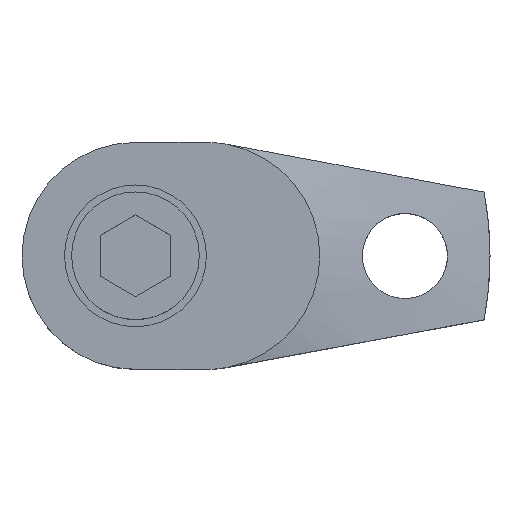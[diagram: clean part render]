
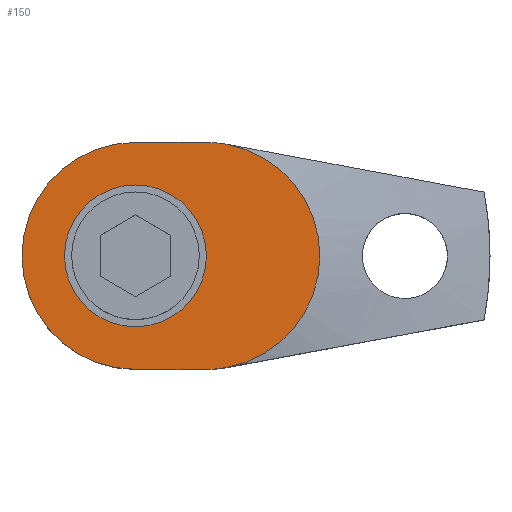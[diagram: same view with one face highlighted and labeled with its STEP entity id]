
A CAD part, top view. The second image highlights one B-rep face of the part: STEP entity #150.
In plain terms, the highlighted planar face has unit normal (0, 0, 1).
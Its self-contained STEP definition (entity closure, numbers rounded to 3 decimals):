
#5 = VERTEX_POINT ( 'NONE', #663 ) ;
#31 = CARTESIAN_POINT ( 'NONE',  ( -16., 0., 57. ) ) ;
#36 = DIRECTION ( 'NONE',  ( 1., 0., 0. ) ) ;
#42 = DIRECTION ( 'NONE',  ( -1., 0., 0. ) ) ;
#55 = DIRECTION ( 'NONE',  ( 0., 0., 1. ) ) ;
#64 = VERTEX_POINT ( 'NONE', #405 ) ;
#87 = CIRCLE ( 'NONE', #1525, 10. ) ;
#94 = EDGE_CURVE ( 'NONE', #1149, #5, #1270, .T. ) ;
#99 = AXIS2_PLACEMENT_3D ( 'NONE', #1417, #817, #1300 ) ;
#102 = EDGE_CURVE ( 'NONE', #64, #135, #87, .T. ) ;
#118 = ORIENTED_EDGE ( 'NONE', *, *, #688, .T. ) ;
#135 = VERTEX_POINT ( 'NONE', #1371 ) ;
#148 = CARTESIAN_POINT ( 'NONE',  ( 12.92, 15.731, 57. ) ) ;
#150 = ADVANCED_FACE ( 'NONE', ( #334, #1531 ), #465, .T. ) ;
#169 = DIRECTION ( 'NONE',  ( 1., 0., 0. ) ) ;
#178 = CARTESIAN_POINT ( 'NONE',  ( 0., -16., 57. ) ) ;
#190 = CARTESIAN_POINT ( 'NONE',  ( 10., 16., 57. ) ) ;
#198 = DIRECTION ( 'NONE',  ( 1., 0., 0. ) ) ;
#233 = CIRCLE ( 'NONE', #589, 16. ) ;
#275 = EDGE_LOOP ( 'NONE', ( #1177, #840, #389, #737, #1480, #118, #810 ) ) ;
#334 = FACE_BOUND ( 'NONE', #1198, .T. ) ;
#335 = EDGE_CURVE ( 'NONE', #953, #1077, #1046, .T. ) ;
#337 = VECTOR ( 'NONE', #420, 1000. ) ;
#340 = CARTESIAN_POINT ( 'NONE',  ( 10., -16., 57. ) ) ;
#352 = CIRCLE ( 'NONE', #1038, 16. ) ;
#389 = ORIENTED_EDGE ( 'NONE', *, *, #568, .T. ) ;
#405 = CARTESIAN_POINT ( 'NONE',  ( 10., 0., 57. ) ) ;
#420 = DIRECTION ( 'NONE',  ( -1., 0., 0. ) ) ;
#465 = PLANE ( 'NONE',  #769 ) ;
#500 = DIRECTION ( 'NONE',  ( 1., 0., 0. ) ) ;
#507 = AXIS2_PLACEMENT_3D ( 'NONE', #513, #991, #169 ) ;
#512 = DIRECTION ( 'NONE',  ( 1., 0., 0. ) ) ;
#513 = CARTESIAN_POINT ( 'NONE',  ( 0., 0., 57. ) ) ;
#547 = CARTESIAN_POINT ( 'NONE',  ( 12.92, -15.731, 57. ) ) ;
#568 = EDGE_CURVE ( 'NONE', #953, #1149, #1548, .T. ) ;
#581 = VECTOR ( 'NONE', #1020, 1000. ) ;
#589 = AXIS2_PLACEMENT_3D ( 'NONE', #1258, #55, #660 ) ;
#614 = VERTEX_POINT ( 'NONE', #31 ) ;
#660 = DIRECTION ( 'NONE',  ( 1., 0., 0. ) ) ;
#663 = CARTESIAN_POINT ( 'NONE',  ( 0., 16., 57. ) ) ;
#667 = ORIENTED_EDGE ( 'NONE', *, *, #1500, .F. ) ;
#688 = EDGE_CURVE ( 'NONE', #614, #1114, #233, .T. ) ;
#728 = CARTESIAN_POINT ( 'NONE',  ( 10., 0., 57. ) ) ;
#737 = ORIENTED_EDGE ( 'NONE', *, *, #94, .T. ) ;
#769 = AXIS2_PLACEMENT_3D ( 'NONE', #1160, #1397, #198 ) ;
#810 = ORIENTED_EDGE ( 'NONE', *, *, #1553, .T. ) ;
#817 = DIRECTION ( 'NONE',  ( 0., 0., 1. ) ) ;
#840 = ORIENTED_EDGE ( 'NONE', *, *, #335, .F. ) ;
#855 = CIRCLE ( 'NONE', #99, 16. ) ;
#865 = AXIS2_PLACEMENT_3D ( 'NONE', #728, #870, #500 ) ;
#870 = DIRECTION ( 'NONE',  ( 0., 0., 1. ) ) ;
#914 = DIRECTION ( 'NONE',  ( 0., 0., -1. ) ) ;
#918 = EDGE_CURVE ( 'NONE', #5, #614, #855, .T. ) ;
#953 = VERTEX_POINT ( 'NONE', #148 ) ;
#991 = DIRECTION ( 'NONE',  ( 0., 0., 1. ) ) ;
#1020 = DIRECTION ( 'NONE',  ( 1., 0., 0. ) ) ;
#1038 = AXIS2_PLACEMENT_3D ( 'NONE', #1336, #1229, #36 ) ;
#1046 = CIRCLE ( 'NONE', #1118, 16. ) ;
#1077 = VERTEX_POINT ( 'NONE', #547 ) ;
#1107 = CARTESIAN_POINT ( 'NONE',  ( 0., 0., 57. ) ) ;
#1114 = VERTEX_POINT ( 'NONE', #178 ) ;
#1118 = AXIS2_PLACEMENT_3D ( 'NONE', #1269, #914, #42 ) ;
#1149 = VERTEX_POINT ( 'NONE', #1376 ) ;
#1160 = CARTESIAN_POINT ( 'NONE',  ( 0., 0., 57. ) ) ;
#1177 = ORIENTED_EDGE ( 'NONE', *, *, #1495, .T. ) ;
#1198 = EDGE_LOOP ( 'NONE', ( #1535, #667 ) ) ;
#1209 = CIRCLE ( 'NONE', #507, 10. ) ;
#1222 = VERTEX_POINT ( 'NONE', #340 ) ;
#1229 = DIRECTION ( 'NONE',  ( 0., 0., 1. ) ) ;
#1258 = CARTESIAN_POINT ( 'NONE',  ( 0., 0., 57. ) ) ;
#1269 = CARTESIAN_POINT ( 'NONE',  ( 10., 0., 57. ) ) ;
#1270 = LINE ( 'NONE', #190, #337 ) ;
#1289 = CARTESIAN_POINT ( 'NONE',  ( 0., -16., 57. ) ) ;
#1300 = DIRECTION ( 'NONE',  ( 1., 0., 0. ) ) ;
#1336 = CARTESIAN_POINT ( 'NONE',  ( 10., 0., 57. ) ) ;
#1371 = CARTESIAN_POINT ( 'NONE',  ( -10., 0., 57. ) ) ;
#1376 = CARTESIAN_POINT ( 'NONE',  ( 10., 16., 57. ) ) ;
#1397 = DIRECTION ( 'NONE',  ( 0., 0., 1. ) ) ;
#1417 = CARTESIAN_POINT ( 'NONE',  ( 0., 0., 57. ) ) ;
#1480 = ORIENTED_EDGE ( 'NONE', *, *, #918, .T. ) ;
#1485 = DIRECTION ( 'NONE',  ( 0., 0., 1. ) ) ;
#1495 = EDGE_CURVE ( 'NONE', #1222, #1077, #352, .T. ) ;
#1500 = EDGE_CURVE ( 'NONE', #135, #64, #1209, .T. ) ;
#1517 = LINE ( 'NONE', #1289, #581 ) ;
#1525 = AXIS2_PLACEMENT_3D ( 'NONE', #1107, #1485, #512 ) ;
#1531 = FACE_OUTER_BOUND ( 'NONE', #275, .T. ) ;
#1535 = ORIENTED_EDGE ( 'NONE', *, *, #102, .F. ) ;
#1548 = CIRCLE ( 'NONE', #865, 16. ) ;
#1553 = EDGE_CURVE ( 'NONE', #1114, #1222, #1517, .T. ) ;
